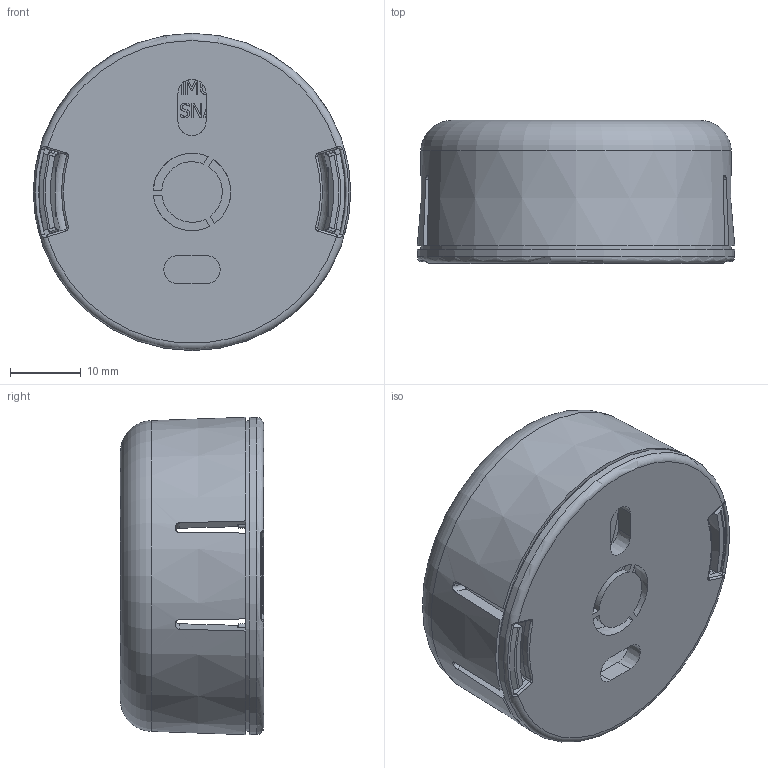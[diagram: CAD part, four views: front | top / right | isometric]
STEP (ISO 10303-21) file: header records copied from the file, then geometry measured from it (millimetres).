
FILE_DESCRIPTION(/* description */ (''),/* implementation_level */ '2;1');
FILE_NAME(/* name */ '1551SNAP11.stp',/* time_stamp */ '2021-03-10T09:51:51-05:00',/* author */ ('mbeerman'),/* organization */ (''),/* preprocessor_version */ 'ST-DEVELOPER v18.1',/* originating_system */ 'Autodesk Inventor 2020',/* authorisation */ '');
FILE_SCHEMA (('AUTOMOTIVE_DESIGN { 1 0 10303 214 3 1 1 }'));
Length unit declared in the file: millimetre
Products named in the file (3): 1551SNAP11; 1551SNAP11 BASE; 1551SNAP11 COVER
Assembly tree (2 placements, depth 2):
  1551SNAP11
    1551SNAP11 BASE
    1551SNAP11 COVER
Bounding box: 45 x 20.3 x 45 mm (x, y, z)
Volume: 11795.3 mm3; surface area: 11249.3 mm2
Topology: 2 solids, 2 shells, 475 faces, 1278 edges, 840 vertices
Faces by surface type: plane 255, bspline 128, cone 61, cylinder 18, torus 13
Entity records: 18366 total; most frequent: CARTESIAN_POINT 7168, ORIENTED_EDGE 2556, DIRECTION 1871, EDGE_CURVE 1278, VERTEX_POINT 840, LINE 709, VECTOR 709, AXIS2_PLACEMENT_3D 581
